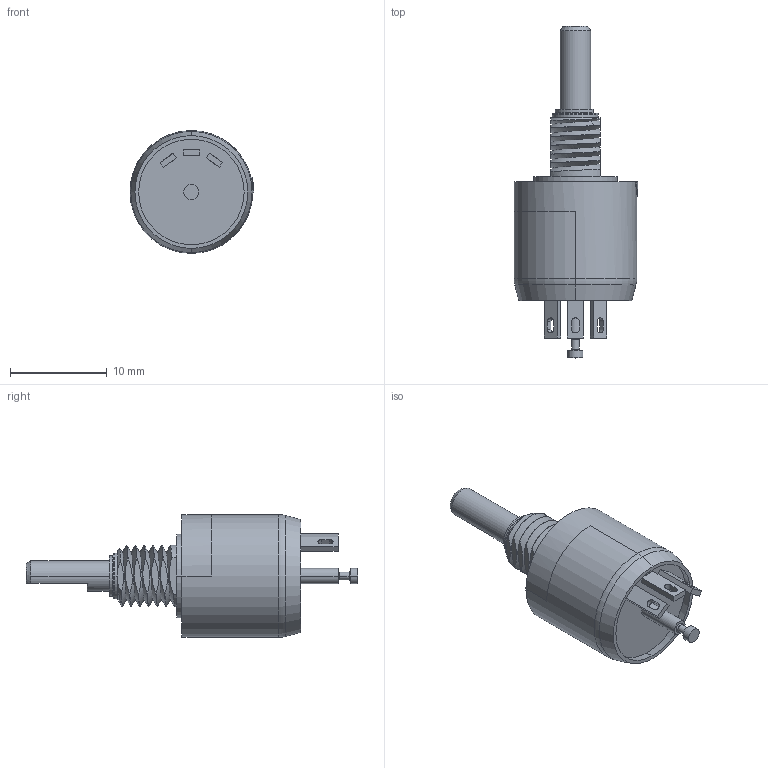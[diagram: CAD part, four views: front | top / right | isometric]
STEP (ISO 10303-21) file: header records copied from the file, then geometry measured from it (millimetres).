
FILE_DESCRIPTION((''),'2;1');
FILE_NAME('503265-1-03N_SW0001','2017-02-14T',('jjanota'),(''),'PRO/ENGINEER BY PARAMETRIC TECHNOLOGY CORPORATION, 2016100','PRO/ENGINEER BY PARAMETRIC TECHNOLOGY CORPORATION, 2016100','');
FILE_SCHEMA(('CONFIG_CONTROL_DESIGN'));
Length unit declared in the file: inch
Products named in the file (1): 503265-1-03N_SW0001
Bounding box: 12.83 x 34.34 x 12.7 mm (x, y, z)
Surface area: 1272 mm2 (no closed solid volume)
Topology: 0 solids, 10 shells, 115 faces, 319 edges, 219 vertices
Faces by surface type: plane 55, cylinder 40, cone 8, bspline 6, torus 6
Entity records: 5677 total; most frequent: CARTESIAN_POINT 2769, ORIENTED_EDGE 580, DIRECTION 561, EDGE_CURVE 319, VERTEX_POINT 219, AXIS2_PLACEMENT_3D 204, VECTOR 153, LINE 153
